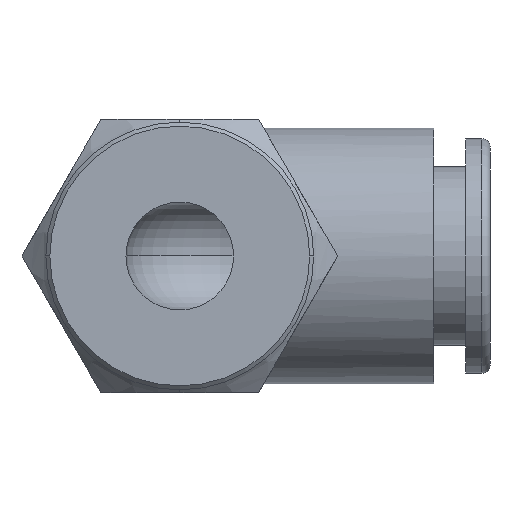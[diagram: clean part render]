
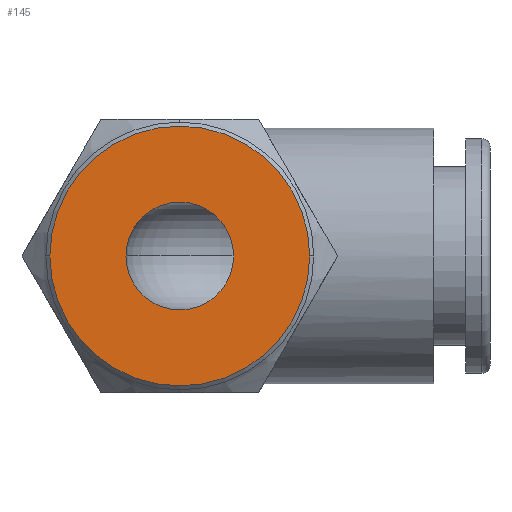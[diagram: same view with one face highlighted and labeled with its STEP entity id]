
A CAD part, front view. The second image highlights one B-rep face of the part: STEP entity #145.
In plain terms, the highlighted planar face has unit normal (0, -1, 0).
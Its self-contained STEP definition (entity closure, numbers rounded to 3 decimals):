
#78 = ORIENTED_EDGE ( 'NONE', *, *, #1039, .T. ) ;
#86 = CARTESIAN_POINT ( 'NONE',  ( 0., -26.9, 0. ) ) ;
#100 = DIRECTION ( 'NONE',  ( 0., 1., 0. ) ) ;
#113 = EDGE_CURVE ( 'NONE', #222, #1055, #1232, .T. ) ;
#145 = ADVANCED_FACE ( 'NONE', ( #1206, #163 ), #427, .T. ) ;
#163 = FACE_OUTER_BOUND ( 'NONE', #1230, .T. ) ;
#183 = DIRECTION ( 'NONE',  ( 0., -1., 0. ) ) ;
#222 = VERTEX_POINT ( 'NONE', #1331 ) ;
#276 = DIRECTION ( 'NONE',  ( 1., 0., 0. ) ) ;
#307 = CIRCLE ( 'NONE', #1020, 3.35 ) ;
#317 = ORIENTED_EDGE ( 'NONE', *, *, #113, .T. ) ;
#386 = DIRECTION ( 'NONE',  ( 1., 0., 0. ) ) ;
#400 = CARTESIAN_POINT ( 'NONE',  ( -8.331, -26.9, 0. ) ) ;
#427 = PLANE ( 'NONE',  #1699 ) ;
#433 = VERTEX_POINT ( 'NONE', #1102 ) ;
#441 = DIRECTION ( 'NONE',  ( 0., 1., 0. ) ) ;
#527 = DIRECTION ( 'NONE',  ( 0., -1., 0. ) ) ;
#568 = ORIENTED_EDGE ( 'NONE', *, *, #750, .T. ) ;
#581 = DIRECTION ( 'NONE',  ( 0., -1., 0. ) ) ;
#719 = DIRECTION ( 'NONE',  ( 0., 0., 1. ) ) ;
#750 = EDGE_CURVE ( 'NONE', #433, #1506, #992, .T. ) ;
#839 = AXIS2_PLACEMENT_3D ( 'NONE', #86, #527, #276 ) ;
#883 = DIRECTION ( 'NONE',  ( 0., 0., 1. ) ) ;
#945 = CARTESIAN_POINT ( 'NONE',  ( -8.081, -26.9, 0. ) ) ;
#992 = CIRCLE ( 'NONE', #839, 8.081 ) ;
#1020 = AXIS2_PLACEMENT_3D ( 'NONE', #1406, #441, #719 ) ;
#1039 = EDGE_CURVE ( 'NONE', #1506, #433, #1219, .T. ) ;
#1055 = VERTEX_POINT ( 'NONE', #2143 ) ;
#1102 = CARTESIAN_POINT ( 'NONE',  ( 8.081, -26.9, 0. ) ) ;
#1206 = FACE_BOUND ( 'NONE', #1713, .T. ) ;
#1219 = CIRCLE ( 'NONE', #1612, 8.081 ) ;
#1230 = EDGE_LOOP ( 'NONE', ( #78, #568 ) ) ;
#1232 = CIRCLE ( 'NONE', #1525, 3.35 ) ;
#1331 = CARTESIAN_POINT ( 'NONE',  ( 0., -26.9, -3.35 ) ) ;
#1363 = EDGE_CURVE ( 'NONE', #1055, #222, #307, .T. ) ;
#1406 = CARTESIAN_POINT ( 'NONE',  ( 0., -26.9, 0. ) ) ;
#1440 = CARTESIAN_POINT ( 'NONE',  ( 0., -26.9, 0. ) ) ;
#1506 = VERTEX_POINT ( 'NONE', #945 ) ;
#1525 = AXIS2_PLACEMENT_3D ( 'NONE', #1440, #100, #883 ) ;
#1558 = CARTESIAN_POINT ( 'NONE',  ( 0., -26.9, 0. ) ) ;
#1612 = AXIS2_PLACEMENT_3D ( 'NONE', #1558, #183, #386 ) ;
#1699 = AXIS2_PLACEMENT_3D ( 'NONE', #400, #581, #2053 ) ;
#1713 = EDGE_LOOP ( 'NONE', ( #317, #1761 ) ) ;
#1761 = ORIENTED_EDGE ( 'NONE', *, *, #1363, .T. ) ;
#2053 = DIRECTION ( 'NONE',  ( 1., 0., 0. ) ) ;
#2143 = CARTESIAN_POINT ( 'NONE',  ( 0., -26.9, 3.35 ) ) ;
